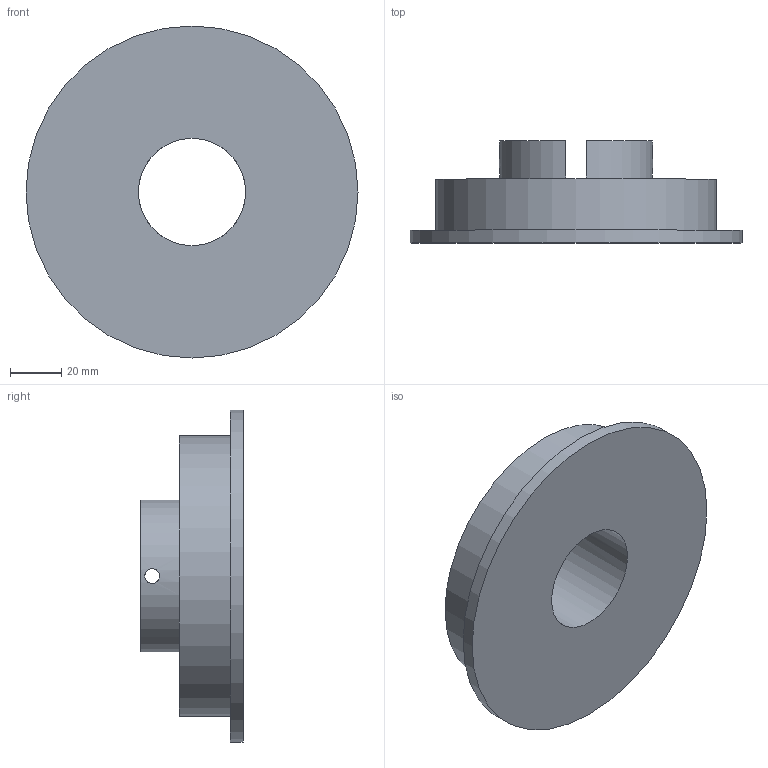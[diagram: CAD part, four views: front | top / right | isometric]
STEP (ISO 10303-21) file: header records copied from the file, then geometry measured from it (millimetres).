
FILE_DESCRIPTION(/* description */ ('Unknown'),/* implementation_level */ '2;1');
FILE_NAME(/* name */ 'roller',/* time_stamp */ '2022-06-02T20:11:36+03:00',/* author */ ('Unknown'),/* organization */ ('Unknown'),/* preprocessor_version */ 'ST-DEVELOPER v18.1',/* originating_system */ 'Solid Edge',/* authorisation */ 'Unknown');
FILE_SCHEMA (('AUTOMOTIVE_DESIGN {1 0 10303 214 3 1 1}'));
Length unit declared in the file: millimetre
Products named in the file (1): roller
Bounding box: 130 x 40 x 130 mm (x, y, z)
Volume: 240780.9 mm3; surface area: 41122.6 mm2
Topology: 1 solids, 1 shells, 16 faces, 39 edges, 26 vertices
Faces by surface type: plane 9, cylinder 7
Full cylindrical faces by diameter (mm): 5.8 x2, 42 x1, 110 x1, 130 x1
Entity records: 516 total; most frequent: CARTESIAN_POINT 115, DIRECTION 76, ORIENTED_EDGE 66, EDGE_CURVE 33, AXIS2_PLACEMENT_3D 30, EDGE_LOOP 28, FACE_BOUND 28, VERTEX_POINT 25
